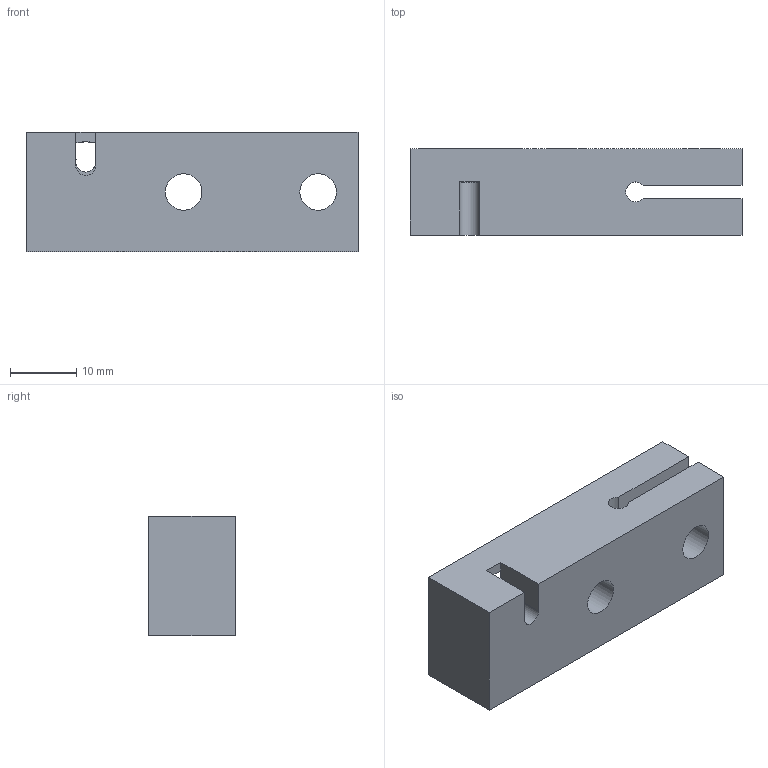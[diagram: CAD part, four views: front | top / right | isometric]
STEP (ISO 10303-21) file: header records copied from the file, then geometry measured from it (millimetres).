
FILE_DESCRIPTION(/* description */ (''),/* implementation_level */ '2;1');
FILE_NAME(/* name */ 'levelmeter-top.stp',/* time_stamp */ '2023-09-12T18:16:36-04:00',/* author */ ('Fujitsu'),/* organization */ (''),/* preprocessor_version */ 'ST-DEVELOPER v19.2',/* originating_system */ 'Autodesk Inventor 2024',/* authorisation */ '');
FILE_SCHEMA (('AUTOMOTIVE_DESIGN { 1 0 10303 214 3 1 1 }'));
Length unit declared in the file: millimetre
Products named in the file (1): levelmeter-top
Bounding box: 50 x 13 x 18 mm (x, y, z)
Volume: 9674 mm3; surface area: 5059.7 mm2
Topology: 1 solids, 1 shells, 32 faces, 86 edges, 55 vertices
Faces by surface type: plane 19, cylinder 12, cone 1
Full cylindrical faces by diameter (mm): 2.17 x2, 3.242 x1, 5.5 x3
Entity records: 1062 total; most frequent: DIRECTION 185, CARTESIAN_POINT 173, ORIENTED_EDGE 170, EDGE_CURVE 85, AXIS2_PLACEMENT_3D 67, VERTEX_POINT 55, LINE 51, VECTOR 51
